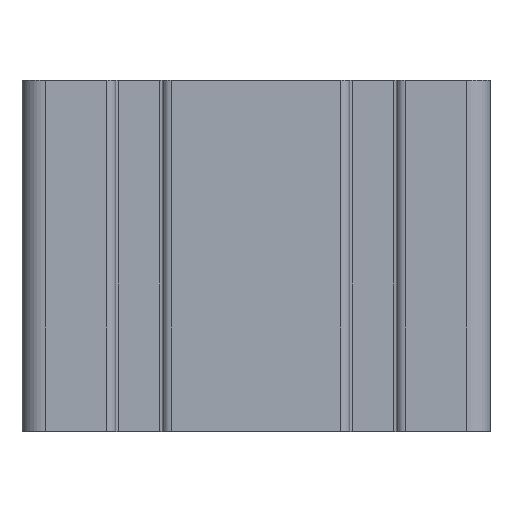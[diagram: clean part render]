
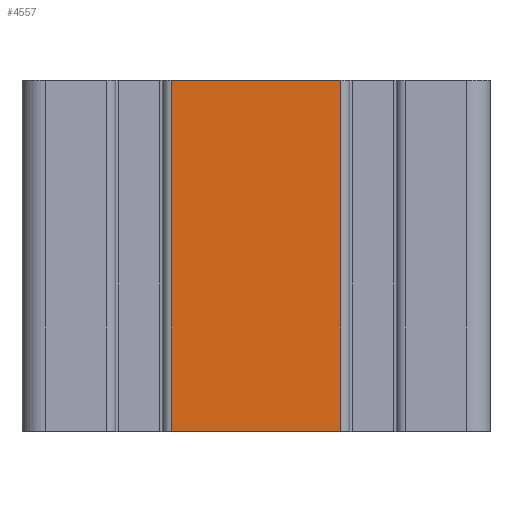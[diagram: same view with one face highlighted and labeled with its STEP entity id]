
A CAD part, top view. The second image highlights one B-rep face of the part: STEP entity #4557.
In plain terms, the highlighted planar face has unit normal (0, 0, 1).
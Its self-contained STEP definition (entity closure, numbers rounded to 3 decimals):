
#211=FACE_OUTER_BOUND('',#454,.T.);
#454=EDGE_LOOP('',(#3457,#3458,#3459,#3460));
#663=LINE('',#6753,#1129);
#842=LINE('',#7350,#1308);
#843=LINE('',#7353,#1309);
#844=LINE('',#7354,#1310);
#1129=VECTOR('',#5311,1000.);
#1308=VECTOR('',#5856,1000.);
#1309=VECTOR('',#5859,1000.);
#1310=VECTOR('',#5860,1000.);
#1862=VERTEX_POINT('',#6750);
#1863=VERTEX_POINT('',#6752);
#2098=VERTEX_POINT('',#7348);
#2099=VERTEX_POINT('',#7352);
#2330=EDGE_CURVE('',#1862,#1863,#663,.T.);
#2629=EDGE_CURVE('',#1862,#2098,#842,.T.);
#2630=EDGE_CURVE('',#2099,#2098,#843,.T.);
#2631=EDGE_CURVE('',#1863,#2099,#844,.T.);
#3457=ORIENTED_EDGE('',*,*,#2630,.F.);
#3458=ORIENTED_EDGE('',*,*,#2631,.F.);
#3459=ORIENTED_EDGE('',*,*,#2330,.F.);
#3460=ORIENTED_EDGE('',*,*,#2629,.T.);
#4406=PLANE('',#4958);
#4557=ADVANCED_FACE('',(#211),#4406,.T.);
#4958=AXIS2_PLACEMENT_3D('',#7351,#5857,#5858);
#5311=DIRECTION('',(-1.,0.,0.));
#5856=DIRECTION('',(0.,1.,0.));
#5857=DIRECTION('center_axis',(0.,0.,1.));
#5858=DIRECTION('ref_axis',(1.,0.,0.));
#5859=DIRECTION('',(1.,0.,0.));
#5860=DIRECTION('',(0.,1.,0.));
#6750=CARTESIAN_POINT('',(14.5,-50.,20.));
#6752=CARTESIAN_POINT('',(-14.5,-50.,20.));
#6753=CARTESIAN_POINT('',(-14.5,-50.,20.));
#7348=CARTESIAN_POINT('',(14.5,10.,20.));
#7350=CARTESIAN_POINT('',(14.5,-10.,20.));
#7351=CARTESIAN_POINT('Origin',(-14.5,-10.,20.));
#7352=CARTESIAN_POINT('',(-14.5,10.,20.));
#7353=CARTESIAN_POINT('',(-14.5,10.,20.));
#7354=CARTESIAN_POINT('',(-14.5,-10.,20.));
